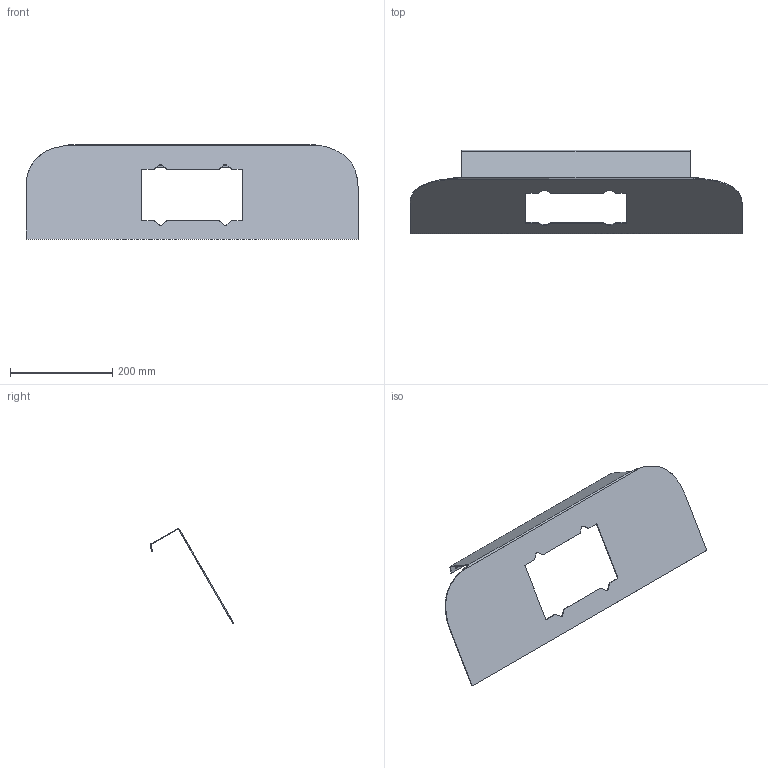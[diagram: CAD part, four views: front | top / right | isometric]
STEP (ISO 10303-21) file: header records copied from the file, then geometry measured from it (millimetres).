
FILE_DESCRIPTION(/* description */ (''),/* implementation_level */ '2;1');
FILE_NAME(/* name */ 'Tetra-Upper_cover_panel.step',/* time_stamp */ '2020-08-31T13:59:04-04:00',/* author */ (''),/* organization */ (''),/* preprocessor_version */ 'ST-DEVELOPER v18.1',/* originating_system */ 'Autodesk Translation Framework v9.3.0.1241',/* authorisation */ '');
FILE_SCHEMA (('AUTOMOTIVE_DESIGN { 1 0 10303 214 3 1 1 }'));
Length unit declared in the file: millimetre
Products named in the file (1): Front_panels_v157
Bounding box: 650 x 162.9 x 185.97 mm (x, y, z)
Volume: 233021.3 mm3; surface area: 295364 mm2
Topology: 1 solids, 1 shells, 61 faces, 163 edges, 104 vertices
Faces by surface type: plane 34, cylinder 25, bspline 2
Full cylindrical faces by diameter (mm): 5.1 x5
Entity records: 2200 total; most frequent: CARTESIAN_POINT 611, ORIENTED_EDGE 326, DIRECTION 319, EDGE_CURVE 163, LINE 107, VECTOR 107, AXIS2_PLACEMENT_3D 106, VERTEX_POINT 104
